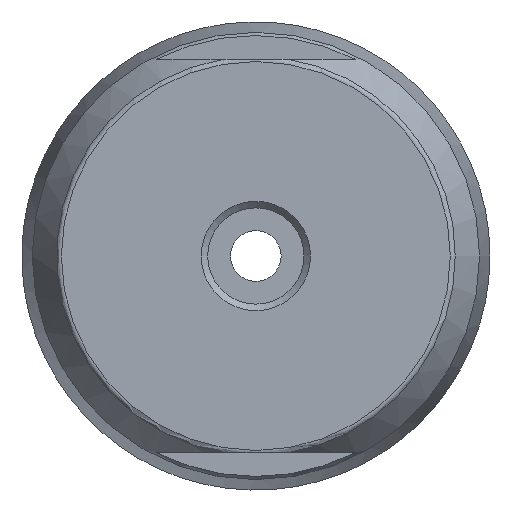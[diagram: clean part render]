
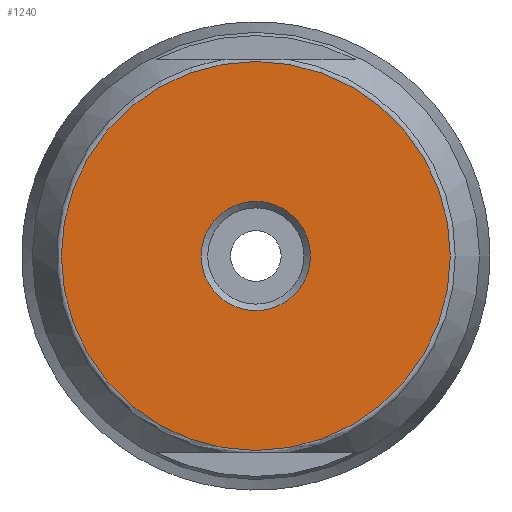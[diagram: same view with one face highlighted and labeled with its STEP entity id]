
A CAD part, front view. The second image highlights one B-rep face of the part: STEP entity #1240.
In plain terms, the highlighted planar face has unit normal (0, -1, 0).
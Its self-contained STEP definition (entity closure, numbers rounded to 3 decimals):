
#96=PLANE('',#1434);
#404=ORIENTED_EDGE('',*,*,#600,.T.);
#405=ORIENTED_EDGE('',*,*,#608,.F.);
#600=EDGE_CURVE('',#726,#726,#817,.T.);
#608=EDGE_CURVE('',#732,#732,#821,.T.);
#726=VERTEX_POINT('',#2165);
#732=VERTEX_POINT('',#2195);
#817=CIRCLE('',#1429,17.302);
#821=CIRCLE('',#1435,4.864);
#936=EDGE_LOOP('',(#404));
#937=EDGE_LOOP('',(#405));
#1096=FACE_BOUND('',#936,.T.);
#1097=FACE_BOUND('',#937,.T.);
#1240=ADVANCED_FACE('',(#1096,#1097),#96,.T.);
#1429=AXIS2_PLACEMENT_3D('',#2164,#1736,#1737);
#1434=AXIS2_PLACEMENT_3D('',#2193,#1746,#1747);
#1435=AXIS2_PLACEMENT_3D('',#2194,#1748,#1749);
#1736=DIRECTION('',(0.,-1.,0.));
#1737=DIRECTION('',(0.,0.,-1.));
#1746=DIRECTION('',(0.,-1.,0.));
#1747=DIRECTION('',(0.,0.,-1.));
#1748=DIRECTION('',(0.,-1.,0.));
#1749=DIRECTION('',(0.,0.,-1.));
#2164=CARTESIAN_POINT('',(0.,-53.,0.));
#2165=CARTESIAN_POINT('',(0.,-53.,-17.302));
#2193=CARTESIAN_POINT('',(2.25,-53.,0.));
#2194=CARTESIAN_POINT('',(0.,-53.,0.));
#2195=CARTESIAN_POINT('',(0.,-53.,-4.864));
